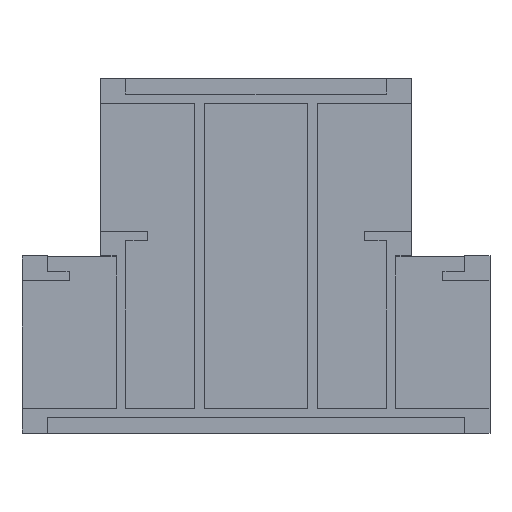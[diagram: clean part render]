
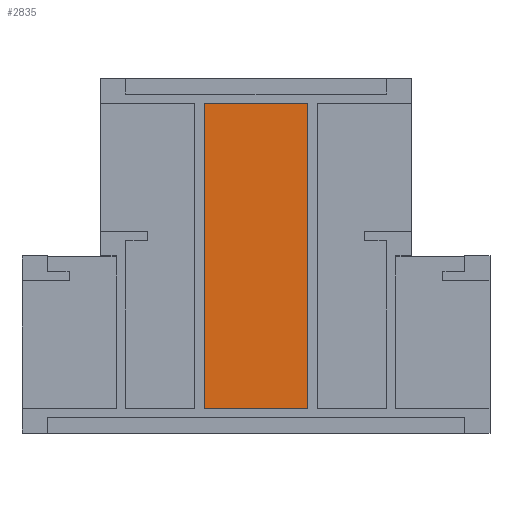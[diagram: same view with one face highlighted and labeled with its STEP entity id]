
A CAD part, top view. The second image highlights one B-rep face of the part: STEP entity #2835.
In plain terms, the highlighted planar face has unit normal (0, 0, 1).
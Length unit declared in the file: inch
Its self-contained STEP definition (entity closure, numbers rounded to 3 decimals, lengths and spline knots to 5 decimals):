
#331=DIRECTION('',(-1.,0.,0.));
#332=VECTOR('',#331,33.);
#333=CARTESIAN_POINT('',(66.,-56.4,0.));
#334=LINE('',#333,#332);
#335=DIRECTION('',(1.,0.,0.));
#336=VECTOR('',#335,33.);
#337=CARTESIAN_POINT('',(33.,40.7,0.));
#338=LINE('',#337,#336);
#1283=DIRECTION('',(0.,-1.,0.));
#1284=VECTOR('',#1283,97.1);
#1285=CARTESIAN_POINT('',(33.,40.7,0.));
#1286=LINE('',#1285,#1284);
#1359=DIRECTION('',(0.,1.,0.));
#1360=VECTOR('',#1359,97.1);
#1361=CARTESIAN_POINT('',(66.,-56.4,0.));
#1362=LINE('',#1361,#1360);
#2213=CARTESIAN_POINT('',(66.,-56.4,0.));
#2214=CARTESIAN_POINT('',(33.,-56.4,0.));
#2215=VERTEX_POINT('',#2213);
#2216=VERTEX_POINT('',#2214);
#2217=CARTESIAN_POINT('',(33.,40.7,0.));
#2218=CARTESIAN_POINT('',(66.,40.7,0.));
#2219=VERTEX_POINT('',#2217);
#2220=VERTEX_POINT('',#2218);
#2821=CARTESIAN_POINT('',(0.,0.,0.));
#2822=DIRECTION('',(0.,0.,-1.));
#2823=DIRECTION('',(1.,0.,0.));
#2824=AXIS2_PLACEMENT_3D('',#2821,#2822,#2823);
#2825=PLANE('',#2824);
#2826=ORIENTED_EDGE('',*,*,#2695,.T.);
#2828=ORIENTED_EDGE('',*,*,#2827,.F.);
#2830=ORIENTED_EDGE('',*,*,#2829,.T.);
#2832=ORIENTED_EDGE('',*,*,#2831,.F.);
#2833=EDGE_LOOP('',(#2826,#2828,#2830,#2832));
#2834=FACE_OUTER_BOUND('',#2833,.F.);
#2835=ADVANCED_FACE('',(#2834),#2825,.F.);
#2695=EDGE_CURVE('',#2215,#2216,#334,.T.);
#2827=EDGE_CURVE('',#2219,#2216,#1286,.T.);
#2829=EDGE_CURVE('',#2219,#2220,#338,.T.);
#2831=EDGE_CURVE('',#2215,#2220,#1362,.T.);
